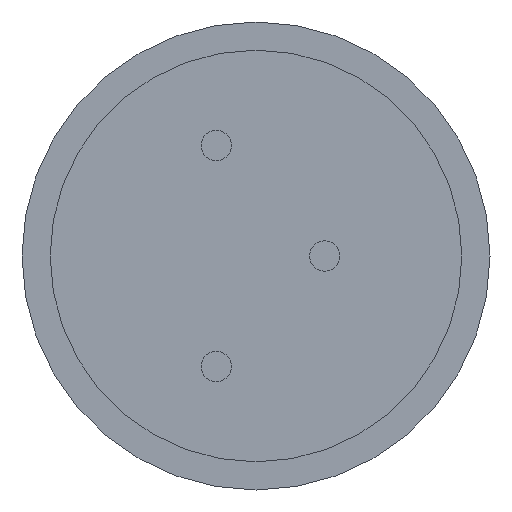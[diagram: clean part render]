
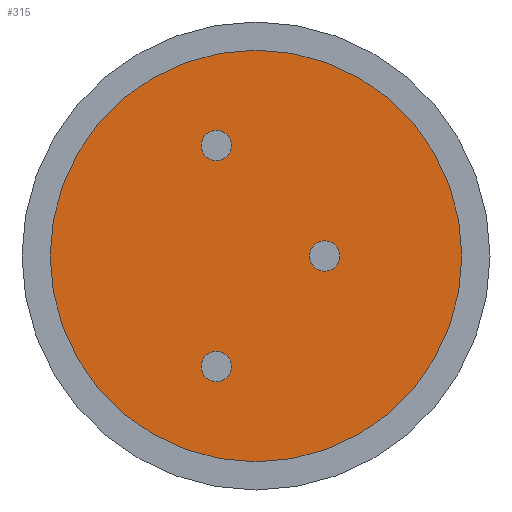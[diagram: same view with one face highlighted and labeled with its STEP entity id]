
A CAD part, front view. The second image highlights one B-rep face of the part: STEP entity #315.
In plain terms, the highlighted planar face has unit normal (0, -1, 0).
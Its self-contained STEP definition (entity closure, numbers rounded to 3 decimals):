
#15=CARTESIAN_POINT('',(-0.916,0.,2.55));
#16=DIRECTION('',(0.,-1.,0.));
#17=DIRECTION('',(1.,0.,0.));
#18=AXIS2_PLACEMENT_3D('',#15,#16,#17);
#24=CARTESIAN_POINT('',(-0.916,0.,2.55));
#25=DIRECTION('',(0.,-1.,0.));
#26=DIRECTION('',(-1.,0.,0.));
#27=AXIS2_PLACEMENT_3D('',#24,#25,#26);
#32=CARTESIAN_POINT('',(-0.916,0.,-2.55));
#33=DIRECTION('',(0.,-1.,0.));
#34=DIRECTION('',(1.,0.,0.));
#35=AXIS2_PLACEMENT_3D('',#32,#33,#34);
#40=CARTESIAN_POINT('',(-0.916,0.,-2.55));
#41=DIRECTION('',(0.,-1.,0.));
#42=DIRECTION('',(-1.,0.,0.));
#43=AXIS2_PLACEMENT_3D('',#40,#41,#42);
#48=CARTESIAN_POINT('',(1.584,0.,0.));
#49=DIRECTION('',(0.,-1.,0.));
#50=DIRECTION('',(1.,0.,0.));
#51=AXIS2_PLACEMENT_3D('',#48,#49,#50);
#56=CARTESIAN_POINT('',(1.584,0.,0.));
#57=DIRECTION('',(0.,-1.,0.));
#58=DIRECTION('',(-1.,0.,0.));
#59=AXIS2_PLACEMENT_3D('',#56,#57,#58);
#78=CARTESIAN_POINT('',(0.,0.,0.));
#79=DIRECTION('',(0.,1.,0.));
#80=DIRECTION('',(1.,0.,0.));
#81=AXIS2_PLACEMENT_3D('',#78,#79,#80);
#86=CARTESIAN_POINT('',(0.,0.,0.));
#87=DIRECTION('',(0.,-1.,0.));
#88=DIRECTION('',(1.,0.,0.));
#89=AXIS2_PLACEMENT_3D('',#86,#87,#88);
#246=CARTESIAN_POINT('',(4.75,0.,0.));
#248=VERTEX_POINT('',#246);
#254=CARTESIAN_POINT('',(-4.75,0.,0.));
#256=VERTEX_POINT('',#254);
#274=CARTESIAN_POINT('',(-0.566,0.,2.55));
#275=CARTESIAN_POINT('',(-1.266,0.,2.55));
#276=VERTEX_POINT('',#274);
#277=VERTEX_POINT('',#275);
#278=CARTESIAN_POINT('',(-0.566,0.,-2.55));
#279=CARTESIAN_POINT('',(-1.266,0.,-2.55));
#280=VERTEX_POINT('',#278);
#281=VERTEX_POINT('',#279);
#282=CARTESIAN_POINT('',(1.934,0.,0.));
#283=CARTESIAN_POINT('',(1.234,0.,0.));
#284=VERTEX_POINT('',#282);
#285=VERTEX_POINT('',#283);
#286=CARTESIAN_POINT('',(0.,0.,0.));
#287=DIRECTION('',(0.,-1.,0.));
#288=DIRECTION('',(-1.,0.,0.));
#289=AXIS2_PLACEMENT_3D('',#286,#287,#288);
#290=PLANE('',#289);
#292=ORIENTED_EDGE('',*,*,#291,.T.);
#294=ORIENTED_EDGE('',*,*,#293,.F.);
#295=EDGE_LOOP('',(#292,#294));
#296=FACE_OUTER_BOUND('',#295,.F.);
#298=ORIENTED_EDGE('',*,*,#297,.T.);
#300=ORIENTED_EDGE('',*,*,#299,.T.);
#301=EDGE_LOOP('',(#298,#300));
#302=FACE_BOUND('',#301,.F.);
#304=ORIENTED_EDGE('',*,*,#303,.T.);
#306=ORIENTED_EDGE('',*,*,#305,.T.);
#307=EDGE_LOOP('',(#304,#306));
#308=FACE_BOUND('',#307,.F.);
#310=ORIENTED_EDGE('',*,*,#309,.T.);
#312=ORIENTED_EDGE('',*,*,#311,.T.);
#313=EDGE_LOOP('',(#310,#312));
#314=FACE_BOUND('',#313,.F.);
#315=ADVANCED_FACE('',(#296,#302,#308,#314),#290,.T.);
#19=CIRCLE('',#18,0.35);
#28=CIRCLE('',#27,0.35);
#36=CIRCLE('',#35,0.35);
#44=CIRCLE('',#43,0.35);
#52=CIRCLE('',#51,0.35);
#60=CIRCLE('',#59,0.35);
#82=CIRCLE('',#81,4.75);
#90=CIRCLE('',#89,4.75);
#291=EDGE_CURVE('',#248,#256,#82,.T.);
#293=EDGE_CURVE('',#248,#256,#90,.T.);
#297=EDGE_CURVE('',#276,#277,#19,.T.);
#299=EDGE_CURVE('',#277,#276,#28,.T.);
#303=EDGE_CURVE('',#280,#281,#36,.T.);
#305=EDGE_CURVE('',#281,#280,#44,.T.);
#309=EDGE_CURVE('',#284,#285,#52,.T.);
#311=EDGE_CURVE('',#285,#284,#60,.T.);
